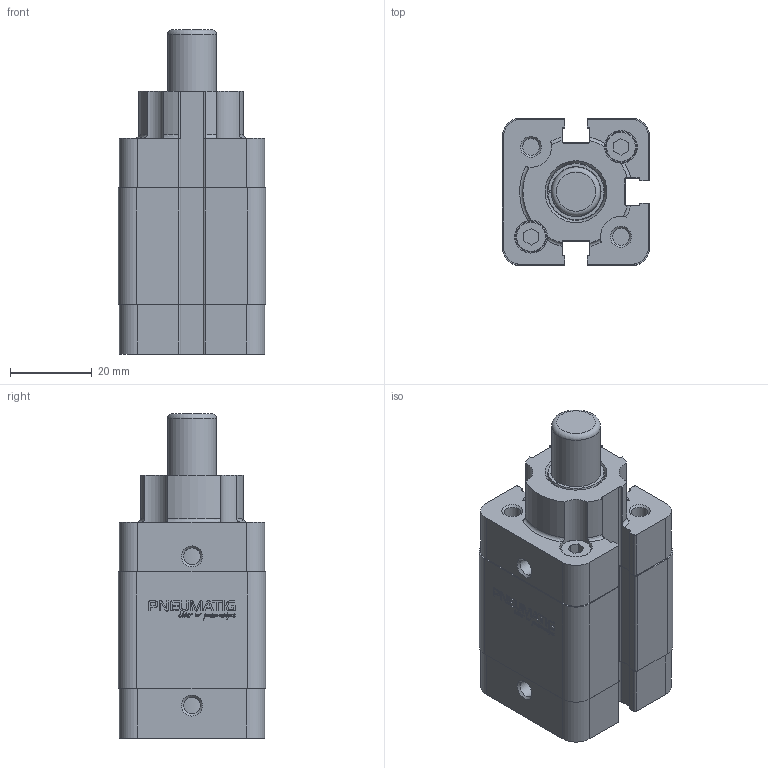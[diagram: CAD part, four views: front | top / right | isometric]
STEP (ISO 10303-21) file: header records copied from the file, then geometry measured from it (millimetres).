
FILE_DESCRIPTION(/* description */ (''),/* implementation_level */ '2;1');
FILE_NAME(/* name */ 'C-S-020-0015.stp',/* time_stamp */ '2017-02-09T14:06:59+01:00',/* author */ (''),/* organization */ (''),/* preprocessor_version */ 'ST-DEVELOPER v15.2',/* originating_system */ 'Autodesk Translator Framework v2.0.0.5431',/* authorisation */ '');
FILE_SCHEMA (('AUTOMOTIVE_DESIGN { 1 0 10303 214 3 1 1 }'));
Length unit declared in the file: centimetre
Products named in the file (1): (Unsaved)
Bounding box: 36.1 x 36.1 x 79.4 mm (x, y, z)
Volume: 58630 mm3; surface area: 23624.8 mm2
Topology: 4 solids, 6 shells, 1118 faces, 3082 edges, 2017 vertices
Faces by surface type: bspline 641, plane 310, cylinder 124, cone 26, torus 17
Full cylindrical faces by diameter (mm): 4.134 x7, 5.9 x2, 6 x1, 7.5 x6, 8 x5, 12 x1, 13 x1, 13.7 x1, 14 x1, 16.5 x1, 20 x1
Entity records: 41138 total; most frequent: CARTESIAN_POINT 17142, ORIENTED_EDGE 6070, EDGE_CURVE 3015, DIRECTION 2953, VERTEX_POINT 2009, LINE 1421, VECTOR 1421, B_SPLINE_CURVE_WITH_KNOTS 1306
